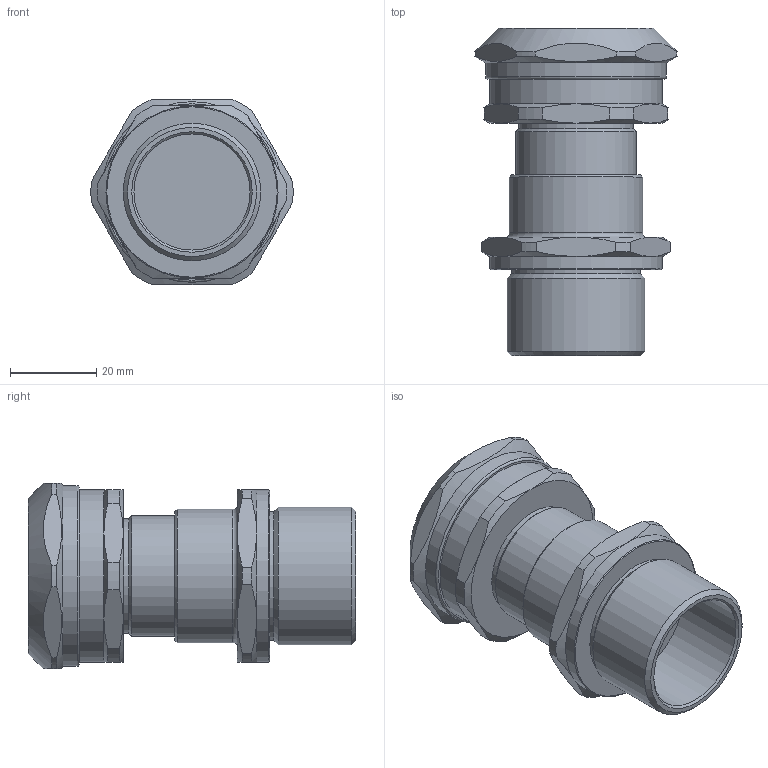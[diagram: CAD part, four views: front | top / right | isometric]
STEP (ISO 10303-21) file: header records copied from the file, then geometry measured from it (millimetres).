
FILE_DESCRIPTION(/* description */ (''),/* implementation_level */ '2;1');
FILE_NAME(/* name */ '',/* time_stamp */ '2023-08-11T07:49:39+07:00',/* author */ ('zeta-09'),/* organization */ (''),/* preprocessor_version */ 'ST-DEVELOPER v19.2',/* originating_system */ 'Autodesk Inventor 2024',/* authorisation */ '');
FILE_SCHEMA (('AUTOMOTIVE_DESIGN { 1 0 10303 214 3 1 1 }'));
Length unit declared in the file: millimetre
Products named in the file (1): Деталь2
Bounding box: 46.97 x 76.05 x 43 mm (x, y, z)
Volume: 62726 mm3; surface area: 14276.6 mm2
Topology: 1 solids, 1 shells, 96 faces, 221 edges, 136 vertices
Faces by surface type: cone 32, plane 29, cylinder 29, torus 4, bspline 2
Full cylindrical faces by diameter (mm): 26.5 x1, 27 x1, 28 x1, 30 x1, 31 x1, 32 x1, 33.5 x1, 40 x2, 42 x1
Entity records: 2875 total; most frequent: CARTESIAN_POINT 658, DIRECTION 447, ORIENTED_EDGE 442, EDGE_CURVE 221, AXIS2_PLACEMENT_3D 197, VERTEX_POINT 136, EDGE_LOOP 105, CIRCLE 102
